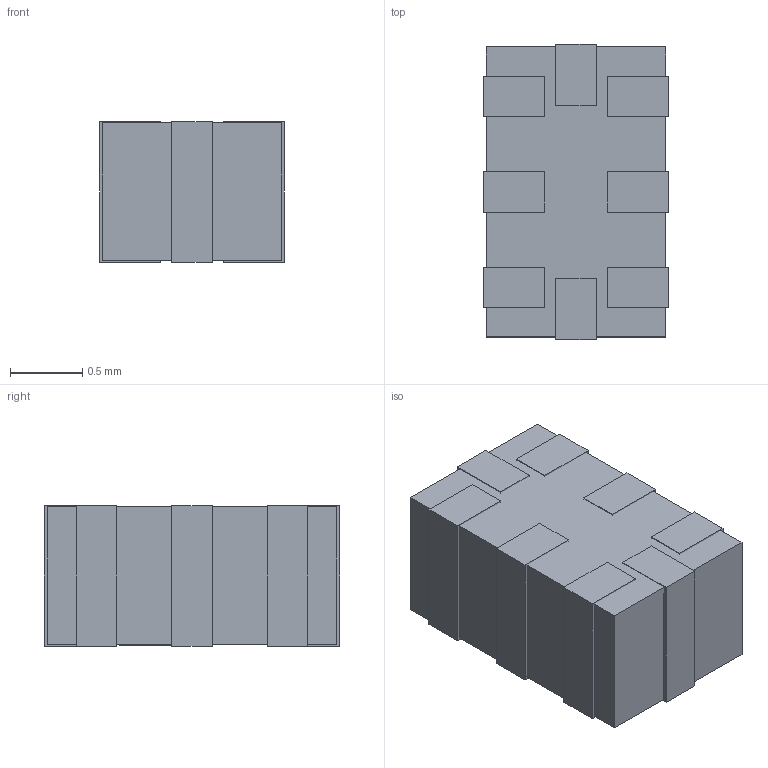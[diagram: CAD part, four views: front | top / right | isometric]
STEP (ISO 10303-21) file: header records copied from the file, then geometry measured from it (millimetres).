
FILE_DESCRIPTION(('HOOPS Exchange Step'),'2;1');
FILE_NAME('temp_export','2023-01-31T20:10:43+08:00',('30abd'),('Shapr3D Limited'),'HOOPS Exchange 2022.2','Shapr3D','Authorized');
FILE_SCHEMA( ('AUTOMOTIVE_DESIGN { 1 0 10303 214 1 1 1 1 }') );
Length unit declared in the file: millimetre
Products named in the file (2): temp_import.step; root
Assembly tree (1 placements, depth 2):
  root
    temp_import.step
Bounding box: 1.28 x 2.04 x 0.97 mm (x, y, z)
Volume: 2.5 mm3; surface area: 20.3 mm2
Topology: 11 solids, 11 shells, 95 faces, 219 edges, 146 vertices
Faces by surface type: plane 94, cylinder 1
Full cylindrical faces by diameter (mm): 0.062 x1
Entity records: 2689 total; most frequent: CARTESIAN_POINT 462, ORIENTED_EDGE 438, DIRECTION 415, EDGE_CURVE 219, VECTOR 217, LINE 217, VERTEX_POINT 146, AXIS2_PLACEMENT_3D 99
